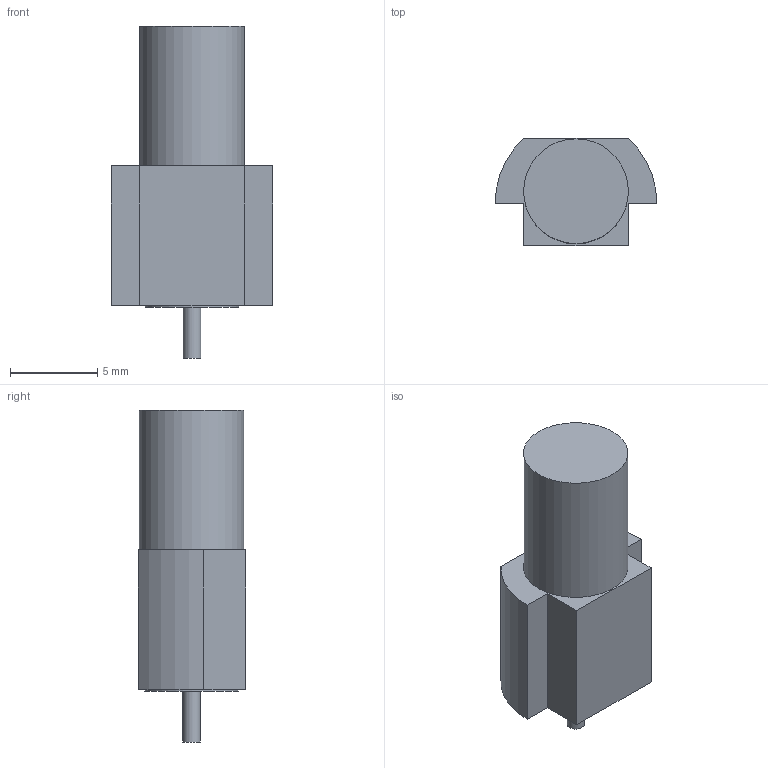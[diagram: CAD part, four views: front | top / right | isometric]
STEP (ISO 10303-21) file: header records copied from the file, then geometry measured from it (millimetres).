
FILE_DESCRIPTION(('FreeCAD Model'),'2;1');
FILE_NAME('FT-004B.step', '2018-02-01T15:38:30',('kicad StepUp'),('ksu MCAD'), 'Open CASCADE STEP processor 6.8','FreeCAD','Unknown');
FILE_SCHEMA(('AUTOMOTIVE_DESIGN_CC2 { 1 2 10303 214 -1 1 5 4 }'));
Length unit declared in the file: millimetre
Products named in the file (1): FT-004B
Bounding box: 9.26 x 6.15 x 19 mm (x, y, z)
Volume: 593 mm3; surface area: 479.9 mm2
Topology: 1 solids, 1 shells, 16 faces, 33 edges, 22 vertices
Faces by surface type: plane 11, cylinder 5
Full cylindrical faces by diameter (mm): 1 x1, 5.342 x1, 5.994 x1
Entity records: 552 total; most frequent: DIRECTION 77, CARTESIAN_POINT 72, ORIENTED_EDGE 66, EDGE_CURVE 33, AXIS2_PLACEMENT_3D 27, LINE 23, VECTOR 23, VERTEX_POINT 22
